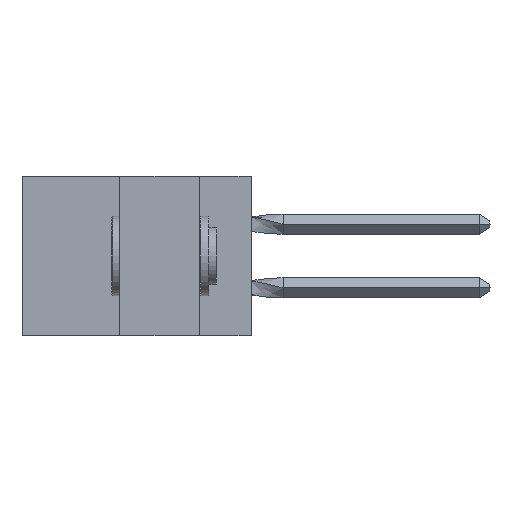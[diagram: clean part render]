
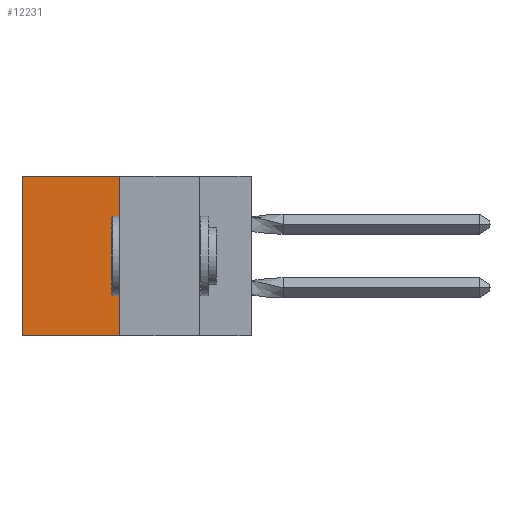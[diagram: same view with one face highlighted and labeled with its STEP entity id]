
A CAD part, left-side view. The second image highlights one B-rep face of the part: STEP entity #12231.
In plain terms, the highlighted planar face has unit normal (-1, 0, 0).
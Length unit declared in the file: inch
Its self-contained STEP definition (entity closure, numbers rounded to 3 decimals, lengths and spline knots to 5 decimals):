
#272 = CARTESIAN_POINT ( 'NONE',  ( 0.305, 0.413, 0. ) ) ;
#805 = CARTESIAN_POINT ( 'NONE',  ( 0.305, 0.413, 0. ) ) ;
#1365 = VECTOR ( 'NONE', #2194, 39.37008 ) ;
#1928 = FACE_OUTER_BOUND ( 'NONE', #4807, .T. ) ;
#2177 = VERTEX_POINT ( 'NONE', #12325 ) ;
#2194 = DIRECTION ( 'NONE',  ( 0., 1., 0. ) ) ;
#3378 = CARTESIAN_POINT ( 'NONE',  ( 0.305, 0.72, 0. ) ) ;
#3404 = ORIENTED_EDGE ( 'NONE', *, *, #5282, .T. ) ;
#3540 = LINE ( 'NONE', #12675, #4020 ) ;
#3830 = AXIS2_PLACEMENT_3D ( 'NONE', #10375, #11839, #14931 ) ;
#4020 = VECTOR ( 'NONE', #12801, 39.37008 ) ;
#4769 = DIRECTION ( 'NONE',  ( 0., 0., -1. ) ) ;
#4807 = EDGE_LOOP ( 'NONE', ( #9743, #13250, #14041, #3404 ) ) ;
#4962 = VECTOR ( 'NONE', #5390, 39.37008 ) ;
#5097 = EDGE_CURVE ( 'NONE', #2177, #14308, #10235, .T. ) ;
#5136 = VERTEX_POINT ( 'NONE', #272 ) ;
#5190 = VERTEX_POINT ( 'NONE', #3378 ) ;
#5282 = EDGE_CURVE ( 'NONE', #5136, #5190, #10941, .T. ) ;
#5390 = DIRECTION ( 'NONE',  ( 0., 1., 0. ) ) ;
#7369 = CARTESIAN_POINT ( 'NONE',  ( 0.305, 0.72, -0.5 ) ) ;
#9743 = ORIENTED_EDGE ( 'NONE', *, *, #14148, .T. ) ;
#10235 = LINE ( 'NONE', #11356, #1365 ) ;
#10375 = CARTESIAN_POINT ( 'NONE',  ( 0.305, 0.413, -0.5 ) ) ;
#10718 = CARTESIAN_POINT ( 'NONE',  ( 0.305, 0.413, -0.5 ) ) ;
#10941 = LINE ( 'NONE', #805, #4962 ) ;
#11356 = CARTESIAN_POINT ( 'NONE',  ( 0.305, 0.413, -0.5 ) ) ;
#11839 = DIRECTION ( 'NONE',  ( 1., 0., 0. ) ) ;
#12231 = ADVANCED_FACE ( 'NONE', ( #1928 ), #16606, .F. ) ;
#12325 = CARTESIAN_POINT ( 'NONE',  ( 0.305, 0.413, -0.5 ) ) ;
#12675 = CARTESIAN_POINT ( 'NONE',  ( 0.305, 0.72, -0.5 ) ) ;
#12801 = DIRECTION ( 'NONE',  ( 0., 0., -1. ) ) ;
#12881 = VECTOR ( 'NONE', #4769, 39.37008 ) ;
#13250 = ORIENTED_EDGE ( 'NONE', *, *, #5097, .F. ) ;
#14041 = ORIENTED_EDGE ( 'NONE', *, *, #18531, .F. ) ;
#14148 = EDGE_CURVE ( 'NONE', #5190, #14308, #3540, .T. ) ;
#14308 = VERTEX_POINT ( 'NONE', #7369 ) ;
#14931 = DIRECTION ( 'NONE',  ( 0., 0., -1. ) ) ;
#16606 = PLANE ( 'NONE',  #3830 ) ;
#18531 = EDGE_CURVE ( 'NONE', #5136, #2177, #19370, .T. ) ;
#19370 = LINE ( 'NONE', #10718, #12881 ) ;
